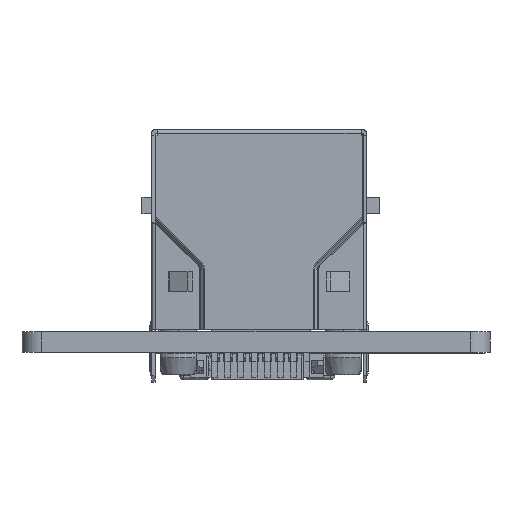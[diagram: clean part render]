
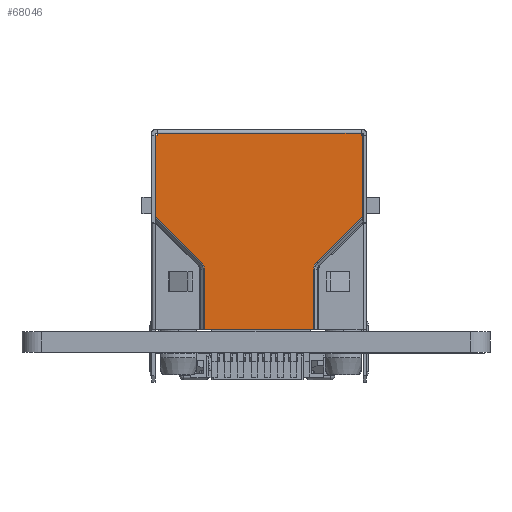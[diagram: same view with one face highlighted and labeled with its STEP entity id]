
A CAD part, front view. The second image highlights one B-rep face of the part: STEP entity #68046.
In plain terms, the highlighted planar face has unit normal (0, -1, 0).
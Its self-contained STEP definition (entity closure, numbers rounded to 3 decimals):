
#67449 = VERTEX_POINT('',#67450);
#67450 = CARTESIAN_POINT('',(-9.524,-8.129,
    2.629));
#67456 = EDGE_CURVE('',#67457,#67449,#67459,.T.);
#67457 = VERTEX_POINT('',#67458);
#67458 = CARTESIAN_POINT('',(-9.524,-8.129,
    2.784));
#67459 = LINE('',#67460,#67461);
#67460 = CARTESIAN_POINT('',(-9.524,-8.129,-4.773
    ));
#67461 = VECTOR('',#67462,1.);
#67462 = DIRECTION('',(-0.,-0.,-1.));
#67480 = EDGE_CURVE('',#67481,#67457,#67483,.T.);
#67481 = VERTEX_POINT('',#67482);
#67482 = CARTESIAN_POINT('',(6.169,-8.129,2.784
    ));
#67483 = LINE('',#67484,#67485);
#67484 = CARTESIAN_POINT('',(-1.677,-8.129,2.784)
  );
#67485 = VECTOR('',#67486,1.);
#67486 = DIRECTION('',(-1.,-0.,-0.));
#67513 = EDGE_CURVE('',#67514,#67481,#67516,.T.);
#67514 = VERTEX_POINT('',#67515);
#67515 = CARTESIAN_POINT('',(6.169,-8.129,2.629
    ));
#67516 = LINE('',#67517,#67518);
#67517 = CARTESIAN_POINT('',(6.169,-8.129,-4.773)
  );
#67518 = VECTOR('',#67519,1.);
#67519 = DIRECTION('',(0.,0.,1.));
#68046 = ADVANCED_FACE('',(#68047),#68140,.T.);
#68047 = FACE_BOUND('',#68048,.T.);
#68048 = EDGE_LOOP('',(#68049,#68057,#68058,#68059,#68060,#68068,#68076,
    #68084,#68093,#68101,#68109,#68117,#68126,#68134));
#68049 = ORIENTED_EDGE('',*,*,#68050,.T.);
#68050 = EDGE_CURVE('',#68051,#67514,#68053,.T.);
#68051 = VERTEX_POINT('',#68052);
#68052 = CARTESIAN_POINT('',(6.298,-8.129,2.629)
  );
#68053 = LINE('',#68054,#68055);
#68054 = CARTESIAN_POINT('',(-1.677,-8.129,2.629)
  );
#68055 = VECTOR('',#68056,1.);
#68056 = DIRECTION('',(-1.,0.,0.));
#68057 = ORIENTED_EDGE('',*,*,#67513,.T.);
#68058 = ORIENTED_EDGE('',*,*,#67480,.T.);
#68059 = ORIENTED_EDGE('',*,*,#67456,.T.);
#68060 = ORIENTED_EDGE('',*,*,#68061,.T.);
#68061 = EDGE_CURVE('',#67449,#68062,#68064,.T.);
#68062 = VERTEX_POINT('',#68063);
#68063 = CARTESIAN_POINT('',(-9.653,-8.129,2.629)
  );
#68064 = LINE('',#68065,#68066);
#68065 = CARTESIAN_POINT('',(-1.677,-8.129,2.629)
  );
#68066 = VECTOR('',#68067,1.);
#68067 = DIRECTION('',(-1.,0.,0.));
#68068 = ORIENTED_EDGE('',*,*,#68069,.T.);
#68069 = EDGE_CURVE('',#68062,#68070,#68072,.T.);
#68070 = VERTEX_POINT('',#68071);
#68071 = CARTESIAN_POINT('',(-9.653,-8.129,
    -3.643));
#68072 = LINE('',#68073,#68074);
#68073 = CARTESIAN_POINT('',(-9.653,-8.129,-4.773)
  );
#68074 = VECTOR('',#68075,1.);
#68075 = DIRECTION('',(-0.,-0.,-1.));
#68076 = ORIENTED_EDGE('',*,*,#68077,.T.);
#68077 = EDGE_CURVE('',#68070,#68078,#68080,.T.);
#68078 = VERTEX_POINT('',#68079);
#68079 = CARTESIAN_POINT('',(-6.094,-8.129,
    -7.171));
#68080 = LINE('',#68081,#68082);
#68081 = CARTESIAN_POINT('',(-9.653,-8.129,-3.643
    ));
#68082 = VECTOR('',#68083,1.);
#68083 = DIRECTION('',(0.71,0.,-0.704));
#68084 = ORIENTED_EDGE('',*,*,#68085,.T.);
#68085 = EDGE_CURVE('',#68078,#68086,#68088,.T.);
#68086 = VERTEX_POINT('',#68087);
#68087 = CARTESIAN_POINT('',(-5.868,-8.129,
    -7.712));
#68088 = B_SPLINE_CURVE_WITH_KNOTS('',3,(#68089,#68090,#68091,#68092),
  .UNSPECIFIED.,.F.,.F.,(4,4),(0.,1.),.PIECEWISE_BEZIER_KNOTS.);
#68089 = CARTESIAN_POINT('',(-6.094,-8.129,
    -7.171));
#68090 = CARTESIAN_POINT('',(-5.949,-8.129,
    -7.316));
#68091 = CARTESIAN_POINT('',(-5.869,-8.129,
    -7.506));
#68092 = CARTESIAN_POINT('',(-5.868,-8.129,
    -7.712));
#68093 = ORIENTED_EDGE('',*,*,#68094,.T.);
#68094 = EDGE_CURVE('',#68086,#68095,#68097,.T.);
#68095 = VERTEX_POINT('',#68096);
#68096 = CARTESIAN_POINT('',(-5.868,-8.129,
    -12.329));
#68097 = LINE('',#68098,#68099);
#68098 = CARTESIAN_POINT('',(-5.868,-8.129,-4.773
    ));
#68099 = VECTOR('',#68100,1.);
#68100 = DIRECTION('',(-0.,-0.,-1.));
#68101 = ORIENTED_EDGE('',*,*,#68102,.T.);
#68102 = EDGE_CURVE('',#68095,#68103,#68105,.T.);
#68103 = VERTEX_POINT('',#68104);
#68104 = CARTESIAN_POINT('',(2.514,-8.129,-12.329
    ));
#68105 = LINE('',#68106,#68107);
#68106 = CARTESIAN_POINT('',(-1.677,-8.129,-12.329)
  );
#68107 = VECTOR('',#68108,1.);
#68108 = DIRECTION('',(1.,-0.,-0.));
#68109 = ORIENTED_EDGE('',*,*,#68110,.T.);
#68110 = EDGE_CURVE('',#68103,#68111,#68113,.T.);
#68111 = VERTEX_POINT('',#68112);
#68112 = CARTESIAN_POINT('',(2.514,-8.129,
    -7.712));
#68113 = LINE('',#68114,#68115);
#68114 = CARTESIAN_POINT('',(2.514,-8.129,-4.773)
  );
#68115 = VECTOR('',#68116,1.);
#68116 = DIRECTION('',(0.,0.,1.));
#68117 = ORIENTED_EDGE('',*,*,#68118,.T.);
#68118 = EDGE_CURVE('',#68111,#68119,#68121,.T.);
#68119 = VERTEX_POINT('',#68120);
#68120 = CARTESIAN_POINT('',(2.739,-8.129,
    -7.171));
#68121 = B_SPLINE_CURVE_WITH_KNOTS('',3,(#68122,#68123,#68124,#68125),
  .UNSPECIFIED.,.F.,.F.,(4,4),(0.,1.),.PIECEWISE_BEZIER_KNOTS.);
#68122 = CARTESIAN_POINT('',(2.514,-8.129,
    -7.712));
#68123 = CARTESIAN_POINT('',(2.515,-8.129,-7.508
    ));
#68124 = CARTESIAN_POINT('',(2.593,-8.129,
    -7.317));
#68125 = CARTESIAN_POINT('',(2.739,-8.129,
    -7.171));
#68126 = ORIENTED_EDGE('',*,*,#68127,.T.);
#68127 = EDGE_CURVE('',#68119,#68128,#68130,.T.);
#68128 = VERTEX_POINT('',#68129);
#68129 = CARTESIAN_POINT('',(6.298,-8.129,-3.643
    ));
#68130 = LINE('',#68131,#68132);
#68131 = CARTESIAN_POINT('',(2.739,-8.129,
    -7.171));
#68132 = VECTOR('',#68133,1.);
#68133 = DIRECTION('',(0.71,0.,0.704));
#68134 = ORIENTED_EDGE('',*,*,#68135,.T.);
#68135 = EDGE_CURVE('',#68128,#68051,#68136,.T.);
#68136 = LINE('',#68137,#68138);
#68137 = CARTESIAN_POINT('',(6.298,-8.129,-4.773));
#68138 = VECTOR('',#68139,1.);
#68139 = DIRECTION('',(0.,0.,1.));
#68140 = PLANE('',#68141);
#68141 = AXIS2_PLACEMENT_3D('',#68142,#68143,#68144);
#68142 = CARTESIAN_POINT('',(6.298,-8.129,-12.329)
  );
#68143 = DIRECTION('',(0.,-1.,0.));
#68144 = DIRECTION('',(0.,0.,1.));
